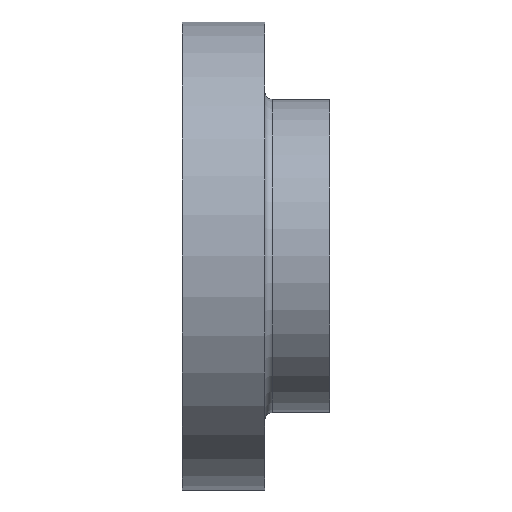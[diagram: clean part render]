
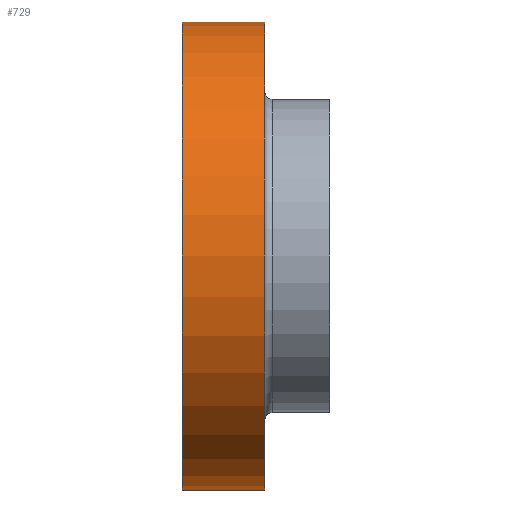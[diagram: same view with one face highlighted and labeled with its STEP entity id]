
A CAD part, front view. The second image highlights one B-rep face of the part: STEP entity #729.
In plain terms, the highlighted cylindrical face has radius 412.75 mm (diameter 825.5 mm), a partial arc.
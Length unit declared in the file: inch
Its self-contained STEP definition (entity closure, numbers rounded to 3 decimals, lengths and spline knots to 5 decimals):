
#8 = VERTEX_POINT ( 'NONE', #682 ) ;
#138 = VERTEX_POINT ( 'NONE', #1007 ) ;
#206 = CARTESIAN_POINT ( 'NONE',  ( 0., 0., -16.25 ) ) ;
#398 = ORIENTED_EDGE ( 'NONE', *, *, #1549, .F. ) ;
#448 = DIRECTION ( 'NONE',  ( 0., 0., 1. ) ) ;
#474 = AXIS2_PLACEMENT_3D ( 'NONE', #686, #1567, #1077 ) ;
#553 = CIRCLE ( 'NONE', #1005, 16.25 ) ;
#564 = ORIENTED_EDGE ( 'NONE', *, *, #1258, .T. ) ;
#580 = VECTOR ( 'NONE', #1069, 39.37008 ) ;
#582 = AXIS2_PLACEMENT_3D ( 'NONE', #1482, #1462, #842 ) ;
#682 = CARTESIAN_POINT ( 'NONE',  ( 1.54986, 0., -16.25 ) ) ;
#686 = CARTESIAN_POINT ( 'NONE',  ( 0., 0., 0. ) ) ;
#729 = ADVANCED_FACE ( 'NONE', ( #1061 ), #951, .T. ) ;
#777 = EDGE_CURVE ( 'NONE', #1544, #1319, #940, .T. ) ;
#825 = CARTESIAN_POINT ( 'NONE',  ( 0., 0., 16.25 ) ) ;
#838 = EDGE_LOOP ( 'NONE', ( #398, #564, #1563, #1603 ) ) ;
#840 = VECTOR ( 'NONE', #1366, 39.37008 ) ;
#842 = DIRECTION ( 'NONE',  ( 0., 0., 1. ) ) ;
#940 = LINE ( 'NONE', #825, #580 ) ;
#951 = CYLINDRICAL_SURFACE ( 'NONE', #474, 16.25 ) ;
#1005 = AXIS2_PLACEMENT_3D ( 'NONE', #1073, #1050, #448 ) ;
#1007 = CARTESIAN_POINT ( 'NONE',  ( -4.20014, 0., -16.25 ) ) ;
#1050 = DIRECTION ( 'NONE',  ( -1., 0., 0. ) ) ;
#1061 = FACE_OUTER_BOUND ( 'NONE', #838, .T. ) ;
#1069 = DIRECTION ( 'NONE',  ( -1., 0., 0. ) ) ;
#1073 = CARTESIAN_POINT ( 'NONE',  ( 1.54986, 0., 0. ) ) ;
#1077 = DIRECTION ( 'NONE',  ( 0., 0., 1. ) ) ;
#1082 = CIRCLE ( 'NONE', #582, 16.25 ) ;
#1125 = LINE ( 'NONE', #206, #840 ) ;
#1223 = CARTESIAN_POINT ( 'NONE',  ( 1.54986, 0., 16.25 ) ) ;
#1258 = EDGE_CURVE ( 'NONE', #8, #1544, #553, .T. ) ;
#1301 = CARTESIAN_POINT ( 'NONE',  ( -4.20014, 0., 16.25 ) ) ;
#1319 = VERTEX_POINT ( 'NONE', #1301 ) ;
#1364 = EDGE_CURVE ( 'NONE', #138, #1319, #1082, .T. ) ;
#1366 = DIRECTION ( 'NONE',  ( -1., 0., 0. ) ) ;
#1462 = DIRECTION ( 'NONE',  ( -1., 0., 0. ) ) ;
#1482 = CARTESIAN_POINT ( 'NONE',  ( -4.20014, 0., 0. ) ) ;
#1544 = VERTEX_POINT ( 'NONE', #1223 ) ;
#1549 = EDGE_CURVE ( 'NONE', #8, #138, #1125, .T. ) ;
#1563 = ORIENTED_EDGE ( 'NONE', *, *, #777, .T. ) ;
#1567 = DIRECTION ( 'NONE',  ( -1., 0., 0. ) ) ;
#1603 = ORIENTED_EDGE ( 'NONE', *, *, #1364, .F. ) ;
